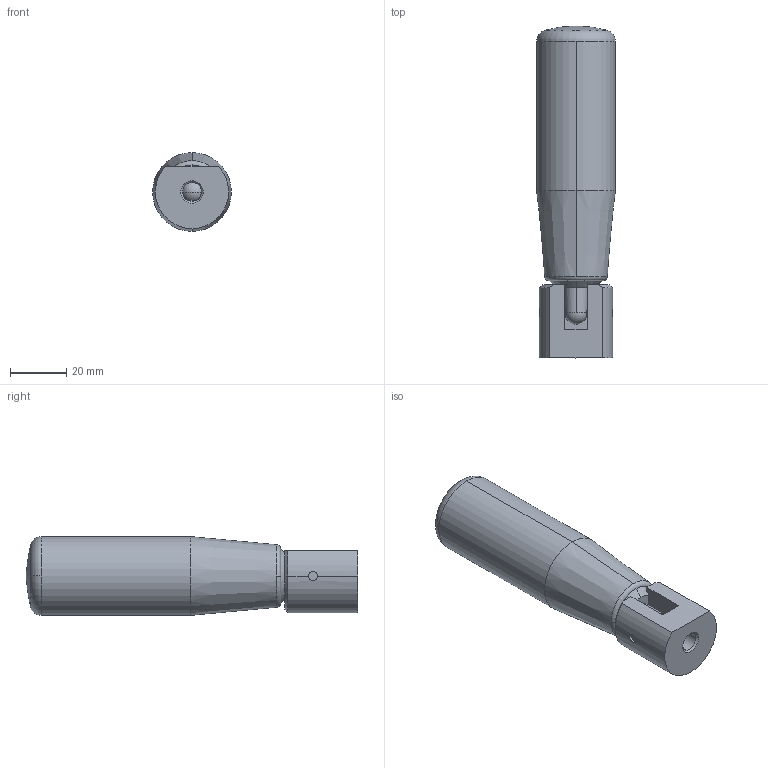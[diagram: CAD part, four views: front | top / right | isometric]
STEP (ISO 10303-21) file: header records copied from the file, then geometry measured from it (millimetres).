
FILE_DESCRIPTION(('STEP AP214'),'1');
FILE_NAME('HALDERN_EH_24532_0028.stp','2020-02-28T09:42:20',('TraceParts'),('TraceParts S.A.'),'Spatial InterOp 3D',' ',' ');
FILE_SCHEMA(('AUTOMOTIVE_DESIGN { 1 0 10303 214 1 1 1 1 }'));
Length unit declared in the file: millimetre
Products named in the file (1): HALDERN_EH_24532_0028_1
Bounding box: 28 x 118 x 28 mm (x, y, z)
Volume: 62402.3 mm3; surface area: 12322.8 mm2
Topology: 2 solids, 2 shells, 51 faces, 136 edges, 87 vertices
Faces by surface type: cylinder 19, plane 12, cone 11, sphere 5, torus 4
Entity records: 2295 total; most frequent: CARTESIAN_POINT 556, DIRECTION 295, ORIENTED_EDGE 272, EDGE_CURVE 136, AXIS2_PLACEMENT_3D 122, VERTEX_POINT 87, CIRCLE 69, EDGE_LOOP 55
